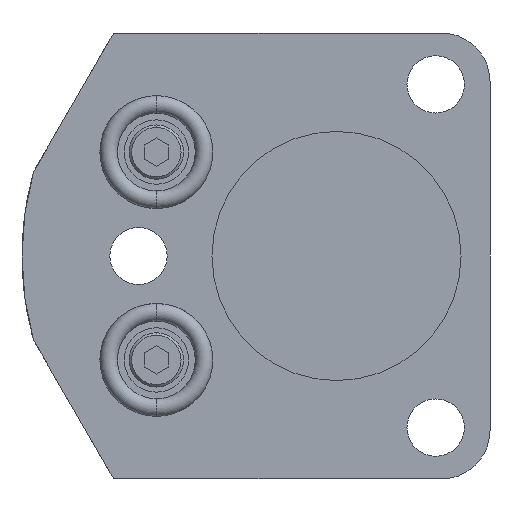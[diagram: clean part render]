
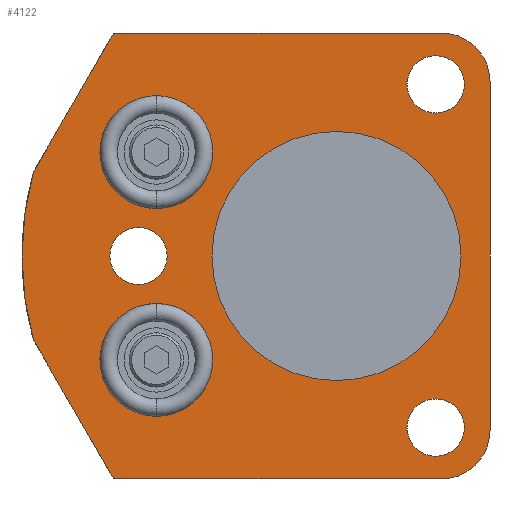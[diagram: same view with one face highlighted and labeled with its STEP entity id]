
A CAD part, front view. The second image highlights one B-rep face of the part: STEP entity #4122.
In plain terms, the highlighted planar face has unit normal (0, -1, 0).
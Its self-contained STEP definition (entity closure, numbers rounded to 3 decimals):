
#219=CARTESIAN_POINT('',(0.,0.,0.));
#220=DIRECTION('',(0.,-1.,0.));
#221=DIRECTION('',(-0.713,0.,-0.701));
#222=AXIS2_PLACEMENT_3D('',#219,#220,#221);
#236=CARTESIAN_POINT('',(0.,0.,0.));
#237=DIRECTION('',(0.,-1.,0.));
#238=DIRECTION('',(-0.705,0.,0.709));
#239=AXIS2_PLACEMENT_3D('',#236,#237,#238);
#271=CARTESIAN_POINT('',(0.,0.,0.));
#272=DIRECTION('',(0.,-1.,0.));
#273=DIRECTION('',(-0.964,0.,0.267));
#274=AXIS2_PLACEMENT_3D('',#271,#272,#273);
#589=CARTESIAN_POINT('',(0.,0.,0.));
#590=DIRECTION('',(0.,-1.,0.));
#591=DIRECTION('',(1.,0.,0.));
#592=AXIS2_PLACEMENT_3D('',#589,#590,#591);
#597=CARTESIAN_POINT('',(0.,0.,0.));
#598=DIRECTION('',(0.,1.,0.));
#599=DIRECTION('',(1.,0.,0.));
#600=AXIS2_PLACEMENT_3D('',#597,#598,#599);
#605=CARTESIAN_POINT('',(10.592,0.,-17.603));
#606=DIRECTION('',(0.,-1.,0.));
#607=DIRECTION('',(0.,0.,-1.));
#608=AXIS2_PLACEMENT_3D('',#605,#606,#607);
#613=DIRECTION('',(-1.,0.,0.));
#614=VECTOR('',#613,32.989);
#615=CARTESIAN_POINT('',(10.592,0.,-22.505));
#616=LINE('',#615,#614);
#620=DIRECTION('',(0.5,0.,-0.866));
#621=VECTOR('',#620,15.935);
#622=CARTESIAN_POINT('',(-30.6,0.,-8.467));
#623=LINE('',#622,#621);
#627=DIRECTION('',(0.5,0.,0.866));
#628=VECTOR('',#627,15.935);
#629=CARTESIAN_POINT('',(-30.6,0.,8.467));
#630=LINE('',#629,#628);
#634=DIRECTION('',(1.,0.,0.));
#635=VECTOR('',#634,32.989);
#636=CARTESIAN_POINT('',(-22.397,0.,22.505));
#637=LINE('',#636,#635);
#641=CARTESIAN_POINT('',(10.592,0.,17.603));
#642=DIRECTION('',(0.,-1.,0.));
#643=DIRECTION('',(1.,0.,0.));
#644=AXIS2_PLACEMENT_3D('',#641,#642,#643);
#649=DIRECTION('',(0.,0.,1.));
#650=VECTOR('',#649,35.205);
#651=CARTESIAN_POINT('',(15.494,0.,-17.603));
#652=LINE('',#651,#650);
#656=CARTESIAN_POINT('',(10.008,0.,17.323));
#657=DIRECTION('',(0.,-1.,0.));
#658=DIRECTION('',(1.,0.,0.));
#659=AXIS2_PLACEMENT_3D('',#656,#657,#658);
#664=CARTESIAN_POINT('',(10.008,0.,17.323));
#665=DIRECTION('',(0.,-1.,0.));
#666=DIRECTION('',(-1.,0.,0.));
#667=AXIS2_PLACEMENT_3D('',#664,#665,#666);
#672=CARTESIAN_POINT('',(10.008,0.,-17.323));
#673=DIRECTION('',(0.,-1.,0.));
#674=DIRECTION('',(1.,0.,0.));
#675=AXIS2_PLACEMENT_3D('',#672,#673,#674);
#680=CARTESIAN_POINT('',(10.008,0.,-17.323));
#681=DIRECTION('',(0.,-1.,0.));
#682=DIRECTION('',(-1.,0.,0.));
#683=AXIS2_PLACEMENT_3D('',#680,#681,#682);
#688=CARTESIAN_POINT('',(-19.99,0.,0.));
#689=DIRECTION('',(0.,-1.,0.));
#690=DIRECTION('',(1.,0.,0.));
#691=AXIS2_PLACEMENT_3D('',#688,#689,#690);
#696=CARTESIAN_POINT('',(-19.99,0.,0.));
#697=DIRECTION('',(0.,-1.,0.));
#698=DIRECTION('',(-1.,0.,0.));
#699=AXIS2_PLACEMENT_3D('',#696,#697,#698);
#704=CARTESIAN_POINT('',(-18.186,0.,-10.49));
#705=DIRECTION('',(0.,1.,0.));
#706=DIRECTION('',(-1.,0.,0.));
#707=AXIS2_PLACEMENT_3D('',#704,#705,#706);
#712=CARTESIAN_POINT('',(-18.186,0.,-10.49));
#713=DIRECTION('',(0.,1.,0.));
#714=DIRECTION('',(1.,0.,0.));
#715=AXIS2_PLACEMENT_3D('',#712,#713,#714);
#720=CARTESIAN_POINT('',(-18.186,0.,10.49));
#721=DIRECTION('',(0.,1.,0.));
#722=DIRECTION('',(-1.,0.,0.));
#723=AXIS2_PLACEMENT_3D('',#720,#721,#722);
#728=CARTESIAN_POINT('',(-18.186,0.,10.49));
#729=DIRECTION('',(0.,1.,0.));
#730=DIRECTION('',(1.,0.,0.));
#731=AXIS2_PLACEMENT_3D('',#728,#729,#730);
#3248=CARTESIAN_POINT('',(12.573,0.,0.));
#3250=VERTEX_POINT('',#3248);
#3252=CARTESIAN_POINT('',(-12.573,0.,0.));
#3254=VERTEX_POINT('',#3252);
#3255=CARTESIAN_POINT('',(-30.6,0.,-8.467));
#3256=CARTESIAN_POINT('',(-22.633,0.,-22.267));
#3257=VERTEX_POINT('',#3255);
#3258=VERTEX_POINT('',#3256);
#3259=CARTESIAN_POINT('',(-30.6,0.,8.467));
#3260=CARTESIAN_POINT('',(-22.633,0.,22.267));
#3261=VERTEX_POINT('',#3259);
#3262=VERTEX_POINT('',#3260);
#3263=CARTESIAN_POINT('',(-22.397,0.,22.505));
#3264=VERTEX_POINT('',#3263);
#3265=CARTESIAN_POINT('',(-22.397,0.,-22.505));
#3266=VERTEX_POINT('',#3265);
#3267=CARTESIAN_POINT('',(12.904,0.,17.323));
#3268=CARTESIAN_POINT('',(7.113,0.,17.323));
#3269=VERTEX_POINT('',#3267);
#3270=VERTEX_POINT('',#3268);
#3395=CARTESIAN_POINT('',(-23.889,0.,-10.49));
#3396=CARTESIAN_POINT('',(-12.484,0.,-10.49));
#3397=VERTEX_POINT('',#3395);
#3398=VERTEX_POINT('',#3396);
#3411=CARTESIAN_POINT('',(-23.889,0.,10.49));
#3412=CARTESIAN_POINT('',(-12.484,0.,10.49));
#3413=VERTEX_POINT('',#3411);
#3414=VERTEX_POINT('',#3412);
#3450=CARTESIAN_POINT('',(12.903,0.,-17.323));
#3451=CARTESIAN_POINT('',(7.112,0.,-17.323));
#3452=VERTEX_POINT('',#3450);
#3453=VERTEX_POINT('',#3451);
#3454=CARTESIAN_POINT('',(-17.094,0.,0.));
#3455=CARTESIAN_POINT('',(-22.885,0.,0.));
#3456=VERTEX_POINT('',#3454);
#3457=VERTEX_POINT('',#3455);
#3488=CARTESIAN_POINT('',(10.592,0.,-22.505));
#3489=CARTESIAN_POINT('',(15.494,0.,-17.603));
#3490=VERTEX_POINT('',#3488);
#3491=VERTEX_POINT('',#3489);
#3492=CARTESIAN_POINT('',(15.494,0.,17.603));
#3493=CARTESIAN_POINT('',(10.592,0.,22.505));
#3494=VERTEX_POINT('',#3492);
#3495=VERTEX_POINT('',#3493);
#4063=CARTESIAN_POINT('',(0.,0.,0.));
#4064=DIRECTION('',(0.,-1.,0.));
#4065=DIRECTION('',(-1.,0.,0.));
#4066=AXIS2_PLACEMENT_3D('',#4063,#4064,#4065);
#4067=PLANE('',#4066);
#4069=ORIENTED_EDGE('',*,*,#4068,.F.);
#4071=ORIENTED_EDGE('',*,*,#4070,.T.);
#4072=ORIENTED_EDGE('',*,*,#3768,.F.);
#4073=ORIENTED_EDGE('',*,*,#3867,.F.);
#4074=ORIENTED_EDGE('',*,*,#3813,.F.);
#4076=ORIENTED_EDGE('',*,*,#4075,.T.);
#4077=ORIENTED_EDGE('',*,*,#3791,.F.);
#4079=ORIENTED_EDGE('',*,*,#4078,.T.);
#4081=ORIENTED_EDGE('',*,*,#4080,.F.);
#4083=ORIENTED_EDGE('',*,*,#4082,.F.);
#4084=EDGE_LOOP('',(#4069,#4071,#4072,#4073,#4074,#4076,#4077,#4079,#4081,
#4083));
#4085=FACE_OUTER_BOUND('',#4084,.F.);
#4087=ORIENTED_EDGE('',*,*,#4086,.T.);
#4089=ORIENTED_EDGE('',*,*,#4088,.F.);
#4090=EDGE_LOOP('',(#4087,#4089));
#4091=FACE_BOUND('',#4090,.F.);
#4093=ORIENTED_EDGE('',*,*,#4092,.T.);
#4095=ORIENTED_EDGE('',*,*,#4094,.T.);
#4096=EDGE_LOOP('',(#4093,#4095));
#4097=FACE_BOUND('',#4096,.F.);
#4099=ORIENTED_EDGE('',*,*,#4098,.T.);
#4101=ORIENTED_EDGE('',*,*,#4100,.T.);
#4102=EDGE_LOOP('',(#4099,#4101));
#4103=FACE_BOUND('',#4102,.F.);
#4105=ORIENTED_EDGE('',*,*,#4104,.T.);
#4107=ORIENTED_EDGE('',*,*,#4106,.T.);
#4108=EDGE_LOOP('',(#4105,#4107));
#4109=FACE_BOUND('',#4108,.F.);
#4111=ORIENTED_EDGE('',*,*,#4110,.F.);
#4113=ORIENTED_EDGE('',*,*,#4112,.F.);
#4114=EDGE_LOOP('',(#4111,#4113));
#4115=FACE_BOUND('',#4114,.F.);
#4117=ORIENTED_EDGE('',*,*,#4116,.F.);
#4119=ORIENTED_EDGE('',*,*,#4118,.F.);
#4120=EDGE_LOOP('',(#4117,#4119));
#4121=FACE_BOUND('',#4120,.F.);
#4122=ADVANCED_FACE('',(#4085,#4091,#4097,#4103,#4109,#4115,#4121),#4067,.T.);
#223=CIRCLE('',#222,31.75);
#240=CIRCLE('',#239,31.75);
#275=CIRCLE('',#274,31.75);
#593=CIRCLE('',#592,12.573);
#601=CIRCLE('',#600,12.573);
#609=CIRCLE('',#608,4.902);
#645=CIRCLE('',#644,4.902);
#660=CIRCLE('',#659,2.896);
#668=CIRCLE('',#667,2.896);
#676=CIRCLE('',#675,2.896);
#684=CIRCLE('',#683,2.896);
#692=CIRCLE('',#691,2.896);
#700=CIRCLE('',#699,2.896);
#708=CIRCLE('',#707,5.703);
#716=CIRCLE('',#715,5.703);
#724=CIRCLE('',#723,5.703);
#732=CIRCLE('',#731,5.703);
#3768=EDGE_CURVE('',#3258,#3266,#223,.T.);
#3791=EDGE_CURVE('',#3264,#3262,#240,.T.);
#3813=EDGE_CURVE('',#3261,#3257,#275,.T.);
#3867=EDGE_CURVE('',#3257,#3258,#623,.T.);
#4068=EDGE_CURVE('',#3490,#3491,#609,.T.);
#4070=EDGE_CURVE('',#3490,#3266,#616,.T.);
#4075=EDGE_CURVE('',#3261,#3262,#630,.T.);
#4078=EDGE_CURVE('',#3264,#3495,#637,.T.);
#4080=EDGE_CURVE('',#3494,#3495,#645,.T.);
#4082=EDGE_CURVE('',#3491,#3494,#652,.T.);
#4086=EDGE_CURVE('',#3250,#3254,#593,.T.);
#4088=EDGE_CURVE('',#3250,#3254,#601,.T.);
#4092=EDGE_CURVE('',#3269,#3270,#660,.T.);
#4094=EDGE_CURVE('',#3270,#3269,#668,.T.);
#4098=EDGE_CURVE('',#3452,#3453,#676,.T.);
#4100=EDGE_CURVE('',#3453,#3452,#684,.T.);
#4104=EDGE_CURVE('',#3456,#3457,#692,.T.);
#4106=EDGE_CURVE('',#3457,#3456,#700,.T.);
#4110=EDGE_CURVE('',#3397,#3398,#708,.T.);
#4112=EDGE_CURVE('',#3398,#3397,#716,.T.);
#4116=EDGE_CURVE('',#3413,#3414,#724,.T.);
#4118=EDGE_CURVE('',#3414,#3413,#732,.T.);
